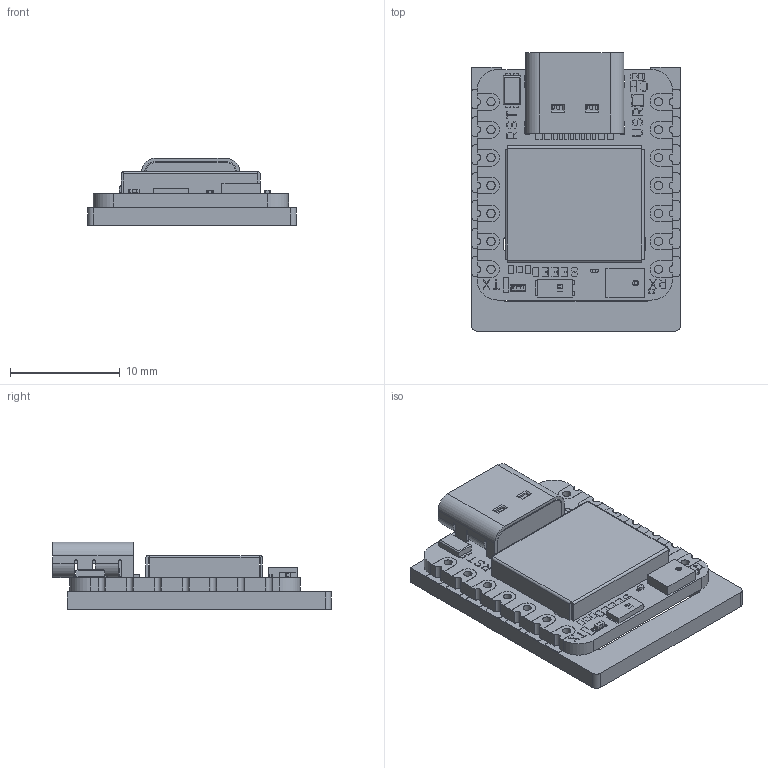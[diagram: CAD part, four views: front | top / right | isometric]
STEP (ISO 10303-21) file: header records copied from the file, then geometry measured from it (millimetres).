
FILE_DESCRIPTION(('KiCad electronic assembly'),'2;1');
FILE_NAME('spaser.step','2024-09-19T15:02:17',('Pcbnew'),('Kicad'), 'Open CASCADE STEP processor 7.8','KiCad to STEP converter','Unknown' );
FILE_SCHEMA(('AUTOMOTIVE_DESIGN { 1 0 10303 214 1 1 1 1 }'));
Length unit declared in the file: millimetre
Products named in the file (32): spaser 1; XIAO-nRF52840 v15; _autosave-spaser_pad_1; _autosave-spaser_pad_2; _autosave-spaser_pad_3; _autosave-spaser_pad_4; _autosave-spaser_pad_5; _autosave-spaser_pad_6; _autosave-spaser_pad_7; _autosave-spaser_pad_8; _autosave-spaser_pad_9; _autosave-spaser_pad_10; _autosave-spaser_pad_11; _autosave-spaser_pad_12; _autosave-spaser_pad_13; _autosave-spaser_pad_14; _autosave-spaser_pad_15; _autosave-spaser_pad_16; _autosave-spaser_pad_17; _autosave-spaser_pad_18; _autosave-spaser_pad_19; _autosave-spaser_pad_20; _autosave-spaser_pad_21; _autosave-spaser_pad_22; _autosave-spaser_pad_23; _autosave-spaser_pad_24; _autosave-spaser_pad_25; _autosave-spaser_pad_26; _autosave-spaser_pad_27; _autosave-spaser_pad_28; _autosave-spaser_PCB
Assembly tree (31 placements, depth 3):
  spaser 1
    XIAO-nRF52840 v15
      XIAO-nRF52840 v15
    _autosave-spaser_pad_1
    _autosave-spaser_pad_2
    _autosave-spaser_pad_3
    _autosave-spaser_pad_4
    _autosave-spaser_pad_5
    _autosave-spaser_pad_6
    _autosave-spaser_pad_7
    _autosave-spaser_pad_8
    _autosave-spaser_pad_9
    _autosave-spaser_pad_10
    _autosave-spaser_pad_11
    _autosave-spaser_pad_12
    _autosave-spaser_pad_13
    _autosave-spaser_pad_14
    _autosave-spaser_pad_15
    _autosave-spaser_pad_16
    _autosave-spaser_pad_17
    _autosave-spaser_pad_18
    _autosave-spaser_pad_19
    _autosave-spaser_pad_20
    _autosave-spaser_pad_21
    _autosave-spaser_pad_22
    _autosave-spaser_pad_23
    _autosave-spaser_pad_24
    _autosave-spaser_pad_25
    _autosave-spaser_pad_26
    _autosave-spaser_pad_27
    _autosave-spaser_pad_28
    _autosave-spaser_PCB
Bounding box: 19 x 25.31 x 6.14 mm (x, y, z)
Volume: 888.6 mm3; surface area: 2815 mm2
Topology: 113 solids, 117 shells, 2384 faces, 6156 edges, 4054 vertices
Faces by surface type: plane 2109, cylinder 241, sphere 14, torus 12, cone 6, bspline 2
Full cylindrical faces by diameter (mm): 0.3 x2, 0.5 x2, 0.525 x2, 0.6 x2, 0.75 x14, 1.524 x4
Entity records: 72562 total; most frequent: CARTESIAN_POINT 12920, ORIENTED_EDGE 12296, DIRECTION 11480, EDGE_CURVE 6148, LINE 5636, VECTOR 5636, VERTEX_POINT 4054, AXIS2_PLACEMENT_3D 2922
